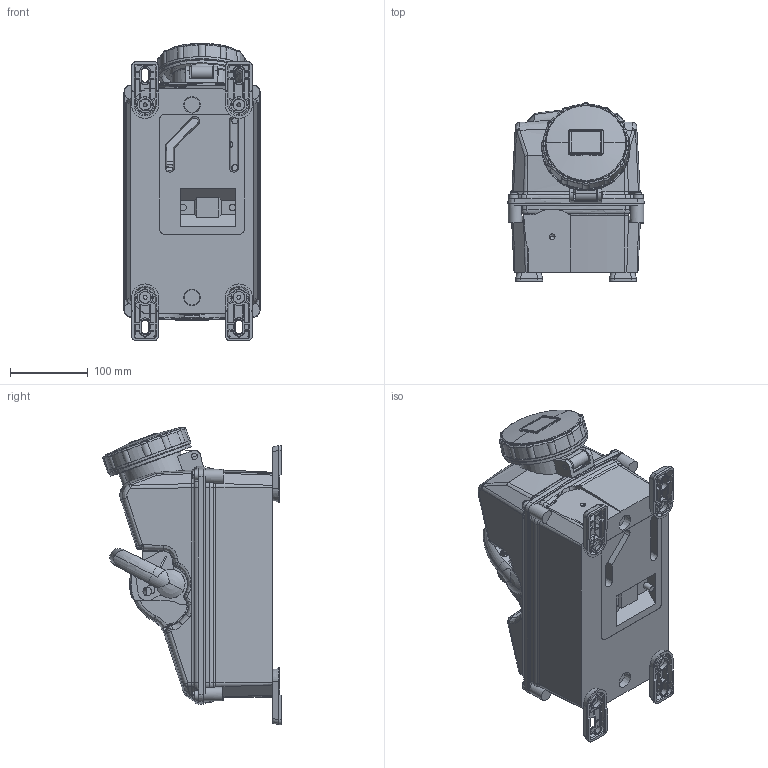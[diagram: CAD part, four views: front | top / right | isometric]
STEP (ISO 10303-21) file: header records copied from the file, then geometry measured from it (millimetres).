
FILE_DESCRIPTION((''),'2;1');
FILE_NAME('PS360MIR','2017-10-03T',('syrohmer'),(''),'PRO/ENGINEER BY PARAMETRIC TECHNOLOGY CORPORATION, 2014200','PRO/ENGINEER BY PARAMETRIC TECHNOLOGY CORPORATION, 2014200','');
FILE_SCHEMA(('CONFIG_CONTROL_DESIGN'));
Length unit declared in the file: inch
Products named in the file (1): PS360MIR
Bounding box: 175.01 x 229.67 x 382.42 mm (x, y, z)
Surface area: 351858.5 mm2 (no closed solid volume)
Topology: 0 solids, 85 shells, 708 faces, 3286 edges, 2606 vertices
Faces by surface type: plane 270, cylinder 145, cone 110, bspline 103, torus 63, sphere 17
Entity records: 40925 total; most frequent: CARTESIAN_POINT 16979, ORIENTED_EDGE 4532, DIRECTION 4366, EDGE_CURVE 3272, VERTEX_POINT 2606, AXIS2_PLACEMENT_3D 1532, VECTOR 1302, LINE 1302
